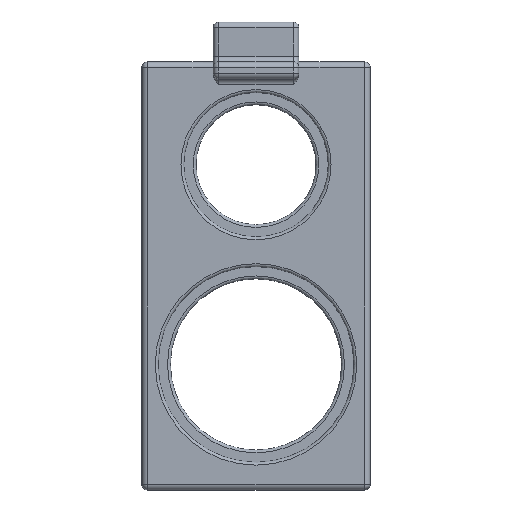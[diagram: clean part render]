
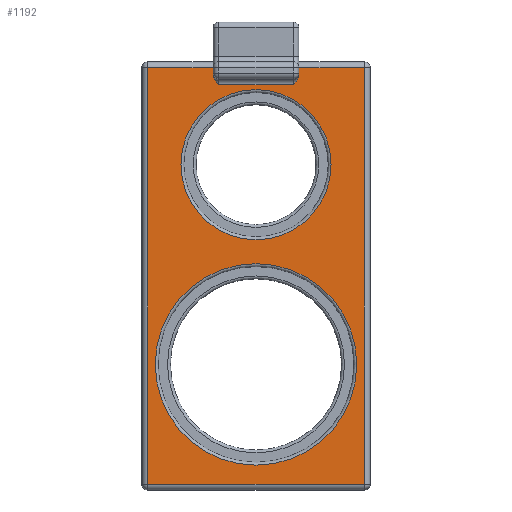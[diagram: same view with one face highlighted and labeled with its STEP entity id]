
A CAD part, top view. The second image highlights one B-rep face of the part: STEP entity #1192.
In plain terms, the highlighted planar face has unit normal (0, 0, 1).
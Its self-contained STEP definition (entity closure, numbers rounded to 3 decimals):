
#33=B_SPLINE_CURVE_WITH_KNOTS('',3,(#1872,#1873,#1874,#1875,#1876,#1877),
 .UNSPECIFIED.,.F.,.F.,(4,2,4),(0.506,0.582,0.7),
 .UNSPECIFIED.);
#36=B_SPLINE_CURVE_WITH_KNOTS('',3,(#2010,#2011,#2012,#2013,#2014,#2015),
 .UNSPECIFIED.,.F.,.F.,(4,2,4),(0.,0.118,0.194),
 .UNSPECIFIED.);
#75=FACE_BOUND('',#393,.T.);
#76=FACE_BOUND('',#394,.T.);
#96=LINE('',#1935,#168);
#117=LINE('',#2034,#189);
#120=LINE('',#2045,#192);
#121=LINE('',#2050,#193);
#124=LINE('',#2061,#196);
#126=LINE('',#2067,#198);
#142=LINE('',#2125,#214);
#146=LINE('',#2137,#218);
#168=VECTOR('',#1492,10.);
#189=VECTOR('',#1577,10.);
#192=VECTOR('',#1588,10.);
#193=VECTOR('',#1593,10.);
#196=VECTOR('',#1604,10.);
#198=VECTOR('',#1610,10.);
#214=VECTOR('',#1688,10.);
#218=VECTOR('',#1704,10.);
#236=PLANE('',#1368);
#310=FACE_OUTER_BOUND('',#392,.T.);
#392=EDGE_LOOP('',(#1059,#1060,#1061,#1062,#1063,#1064,#1065,#1066,#1067,
#1068));
#393=EDGE_LOOP('',(#1069));
#394=EDGE_LOOP('',(#1070));
#487=CIRCLE('',#1369,13.15);
#488=CIRCLE('',#1370,17.65);
#521=VERTEX_POINT('',#1869);
#522=VERTEX_POINT('',#1871);
#536=VERTEX_POINT('',#1933);
#554=VERTEX_POINT('',#2009);
#559=VERTEX_POINT('',#2031);
#560=VERTEX_POINT('',#2033);
#562=VERTEX_POINT('',#2039);
#566=VERTEX_POINT('',#2049);
#568=VERTEX_POINT('',#2055);
#572=VERTEX_POINT('',#2066);
#587=VERTEX_POINT('',#2172);
#588=VERTEX_POINT('',#2174);
#621=EDGE_CURVE('',#521,#522,#33,.F.);
#643=EDGE_CURVE('',#536,#521,#96,.T.);
#673=EDGE_CURVE('',#554,#536,#36,.F.);
#682=EDGE_CURVE('',#559,#560,#117,.T.);
#688=EDGE_CURVE('',#560,#562,#120,.T.);
#690=EDGE_CURVE('',#562,#566,#121,.T.);
#696=EDGE_CURVE('',#566,#568,#124,.T.);
#699=EDGE_CURVE('',#568,#572,#126,.T.);
#729=EDGE_CURVE('',#554,#572,#142,.T.);
#735=EDGE_CURVE('',#559,#522,#146,.T.);
#753=EDGE_CURVE('',#587,#587,#487,.T.);
#754=EDGE_CURVE('',#588,#588,#488,.T.);
#1059=ORIENTED_EDGE('',*,*,#729,.T.);
#1060=ORIENTED_EDGE('',*,*,#699,.F.);
#1061=ORIENTED_EDGE('',*,*,#696,.F.);
#1062=ORIENTED_EDGE('',*,*,#690,.F.);
#1063=ORIENTED_EDGE('',*,*,#688,.F.);
#1064=ORIENTED_EDGE('',*,*,#682,.F.);
#1065=ORIENTED_EDGE('',*,*,#735,.T.);
#1066=ORIENTED_EDGE('',*,*,#621,.F.);
#1067=ORIENTED_EDGE('',*,*,#643,.F.);
#1068=ORIENTED_EDGE('',*,*,#673,.F.);
#1069=ORIENTED_EDGE('',*,*,#753,.F.);
#1070=ORIENTED_EDGE('',*,*,#754,.F.);
#1192=ADVANCED_FACE('',(#310,#75,#76),#236,.T.);
#1368=AXIS2_PLACEMENT_3D('',#2171,#1767,#1768);
#1369=AXIS2_PLACEMENT_3D('',#2173,#1769,#1770);
#1370=AXIS2_PLACEMENT_3D('',#2175,#1771,#1772);
#1492=DIRECTION('',(1.,0.,0.));
#1577=DIRECTION('',(1.,0.,0.));
#1588=DIRECTION('',(0.,-1.,0.));
#1593=DIRECTION('',(-1.,0.,0.));
#1604=DIRECTION('',(0.,1.,0.));
#1610=DIRECTION('',(1.,0.,0.));
#1688=DIRECTION('',(0.,1.,0.));
#1704=DIRECTION('',(0.,-1.,0.));
#1767=DIRECTION('center_axis',(0.,0.,1.));
#1768=DIRECTION('ref_axis',(0.,1.,0.));
#1769=DIRECTION('center_axis',(0.,0.,1.));
#1770=DIRECTION('ref_axis',(0.,-1.,0.));
#1771=DIRECTION('center_axis',(0.,0.,1.));
#1772=DIRECTION('ref_axis',(0.,-1.,0.));
#1869=CARTESIAN_POINT('',(26.5,69.,4.));
#1871=CARTESIAN_POINT('',(27.5,70.732,4.));
#1872=CARTESIAN_POINT('Ctrl Pts',(27.5,70.732,4.));
#1873=CARTESIAN_POINT('Ctrl Pts',(27.5,70.477,4.));
#1874=CARTESIAN_POINT('Ctrl Pts',(27.41,70.185,4.));
#1875=CARTESIAN_POINT('Ctrl Pts',(27.104,69.615,4.));
#1876=CARTESIAN_POINT('Ctrl Pts',(26.777,69.277,4.));
#1877=CARTESIAN_POINT('Ctrl Pts',(26.5,69.,4.));
#1933=CARTESIAN_POINT('',(13.5,69.,4.));
#1935=CARTESIAN_POINT('',(20.,69.,4.));
#2009=CARTESIAN_POINT('',(12.5,70.732,4.));
#2010=CARTESIAN_POINT('Ctrl Pts',(13.5,69.,4.));
#2011=CARTESIAN_POINT('Ctrl Pts',(13.223,69.277,4.));
#2012=CARTESIAN_POINT('Ctrl Pts',(12.896,69.615,4.));
#2013=CARTESIAN_POINT('Ctrl Pts',(12.59,70.185,4.));
#2014=CARTESIAN_POINT('Ctrl Pts',(12.5,70.477,4.));
#2015=CARTESIAN_POINT('Ctrl Pts',(12.5,70.732,4.));
#2031=CARTESIAN_POINT('',(27.5,72.,4.));
#2033=CARTESIAN_POINT('',(39.,72.,4.));
#2034=CARTESIAN_POINT('',(20.,72.,4.));
#2039=CARTESIAN_POINT('',(39.,-1.,4.));
#2045=CARTESIAN_POINT('',(39.,40.,4.));
#2049=CARTESIAN_POINT('',(1.,-1.,4.));
#2050=CARTESIAN_POINT('',(20.,-1.,4.));
#2055=CARTESIAN_POINT('',(1.,72.,4.));
#2061=CARTESIAN_POINT('',(1.,40.,4.));
#2066=CARTESIAN_POINT('',(12.5,72.,4.));
#2067=CARTESIAN_POINT('',(20.,72.,4.));
#2125=CARTESIAN_POINT('',(12.5,55.75,4.));
#2137=CARTESIAN_POINT('',(27.5,55.75,4.));
#2171=CARTESIAN_POINT('Origin',(20.,40.,4.));
#2172=CARTESIAN_POINT('',(33.15,55.,4.));
#2173=CARTESIAN_POINT('Origin',(20.,55.,4.));
#2174=CARTESIAN_POINT('',(37.65,20.,4.));
#2175=CARTESIAN_POINT('Origin',(20.,20.,4.));
